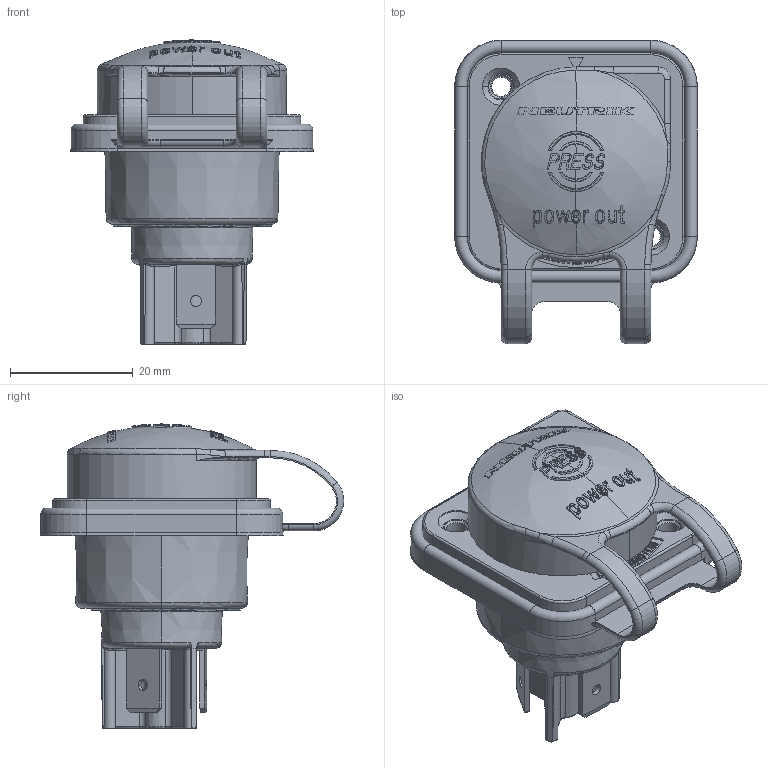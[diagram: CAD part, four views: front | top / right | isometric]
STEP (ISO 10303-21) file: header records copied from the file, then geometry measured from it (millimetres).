
FILE_DESCRIPTION((''),'2;1');
FILE_NAME('SCNAC-03_SEALING_ASM','2023-06-30T16:59:21',('yuj'),(''),'CREO PARAMETRIC BY PTC INC, 2021184','CREO PARAMETRIC BY PTC INC, 2021184','');
FILE_SCHEMA(('AUTOMOTIVE_DESIGN { 1 0 10303 214 1 1 1 1 }'));
Length unit declared in the file: millimetre
Products named in the file (9): 91221551_1; 91421571_1; 91221561_1; 91424161_1; NAC3FPX-TOP_ASM_1_ASM; NAC3FPX-TOP_ASM_ASM; 026_1; SCNAC_03-B_ASM; SCNAC-03_SEALING_ASM
Assembly tree (10 placements, depth 4):
  SCNAC-03_SEALING_ASM
    NAC3FPX-TOP_ASM_ASM
      NAC3FPX-TOP_ASM_1_ASM
        91221551_1
        91421571_1  x3
        91221561_1
        91424161_1
    SCNAC_03-B_ASM
      026_1
Bounding box: 39.54 x 49.42 x 49.5 mm (x, y, z)
Volume: 17506.8 mm3; surface area: 25043.5 mm2
Topology: 10 solids, 10 shells, 3101 faces, 8361 edges, 5309 vertices
Faces by surface type: plane 1316, cylinder 539, bspline 514, torus 289, cone 178, extrusion 173, sphere 92
Entity records: 111578 total; most frequent: CARTESIAN_POINT 40202, ORIENTED_EDGE 15736, DIRECTION 13455, EDGE_CURVE 7868, VERTEX_POINT 5053, AXIS2_PLACEMENT_3D 4960, VECTOR 3511, LINE 3338
